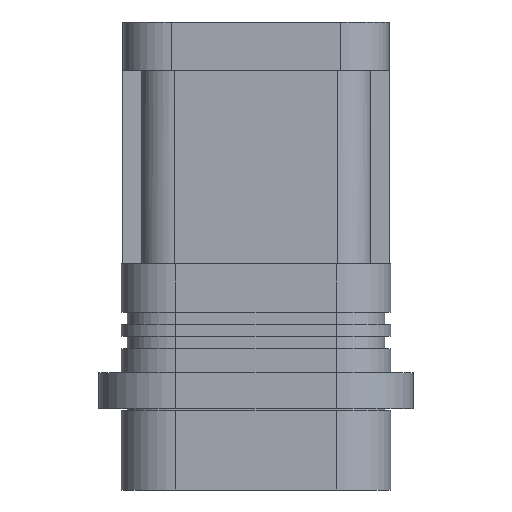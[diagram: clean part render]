
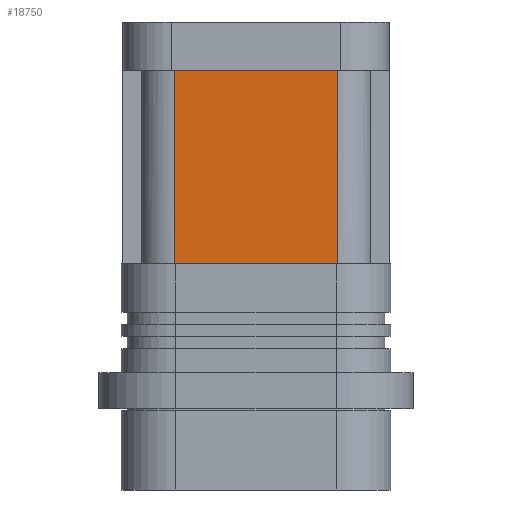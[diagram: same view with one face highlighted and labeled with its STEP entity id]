
A CAD part, front view. The second image highlights one B-rep face of the part: STEP entity #18750.
In plain terms, the highlighted planar face has unit normal (0, -1, 0).
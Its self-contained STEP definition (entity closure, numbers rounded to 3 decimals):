
#6920=CARTESIAN_POINT('',(33.014,55.275,18.5));
#6930=VERTEX_POINT('',#6920);
#9230=CARTESIAN_POINT('',(46.514,55.275,18.5));
#9240=VERTEX_POINT('',#9230);
#9270=CARTESIAN_POINT('',(46.514,55.275,18.5));
#9280=DIRECTION('',(0.,0.,1.));
#9290=VECTOR('',#9280,1.);
#9300=LINE('',#9270,#9290);
#9310=CARTESIAN_POINT('',(46.514,55.275,34.5));
#9320=VERTEX_POINT('',#9310);
#9330=EDGE_CURVE('',#9240,#9320,#9300,.T.);
#18470=CARTESIAN_POINT('',(46.514,55.275,18.5));
#18480=DIRECTION('',(-0.,-1.,-0.));
#18490=DIRECTION('',(-1.,0.,0.));
#18500=AXIS2_PLACEMENT_3D('',#18470,#18480,#18490);
#18510=PLANE('',#18500);
#18520=CARTESIAN_POINT('',(33.014,55.275,18.5));
#18530=DIRECTION('',(0.,0.,1.));
#18540=VECTOR('',#18530,1.);
#18550=LINE('',#18520,#18540);
#18560=CARTESIAN_POINT('',(33.014,55.275,34.5));
#18570=VERTEX_POINT('',#18560);
#18580=EDGE_CURVE('',#6930,#18570,#18550,.T.);
#18590=ORIENTED_EDGE('',*,*,#18580,.F.);
#18600=CARTESIAN_POINT('',(0.,55.275,34.5));
#18610=DIRECTION('',(-1.,0.,0.));
#18620=VECTOR('',#18610,1.);
#18630=LINE('',#18600,#18620);
#18640=EDGE_CURVE('',#9320,#18570,#18630,.T.);
#18650=ORIENTED_EDGE('',*,*,#18640,.T.);
#18660=ORIENTED_EDGE('',*,*,#9330,.T.);
#18670=CARTESIAN_POINT('',(0.,55.275,18.5));
#18680=DIRECTION('',(-1.,0.,0.));
#18690=VECTOR('',#18680,1.);
#18700=LINE('',#18670,#18690);
#18710=EDGE_CURVE('',#9240,#6930,#18700,.T.);
#18720=ORIENTED_EDGE('',*,*,#18710,.F.);
#18730=EDGE_LOOP('',(#18720,#18660,#18650,#18590));
#18740=FACE_OUTER_BOUND('',#18730,.T.);
#18750=ADVANCED_FACE('',(#18740),#18510,.T.);
